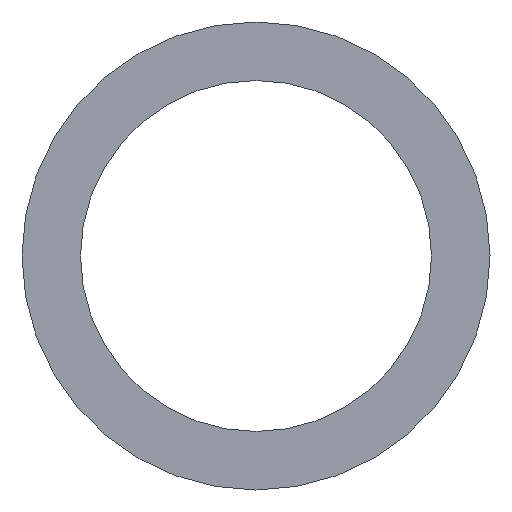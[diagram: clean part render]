
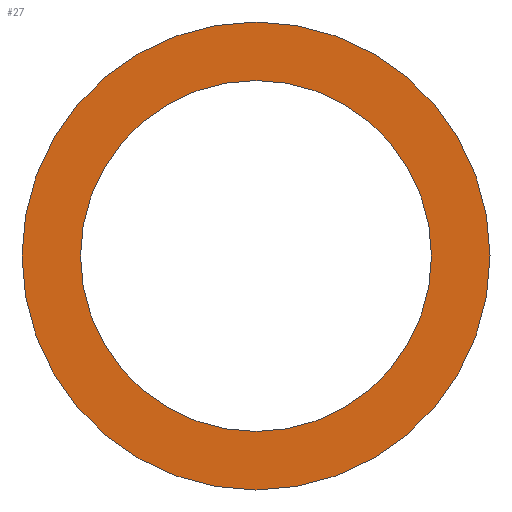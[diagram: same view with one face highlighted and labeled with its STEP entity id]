
A CAD part, front view. The second image highlights one B-rep face of the part: STEP entity #27.
In plain terms, the highlighted planar face has unit normal (0, -1, 0).
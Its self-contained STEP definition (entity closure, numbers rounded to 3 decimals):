
#20=FACE_BOUND('',#40,.F.);
#22=PLANE('',#156);
#27=ADVANCED_FACE('',(#20,#33),#22,.T.);
#33=FACE_OUTER_BOUND('',#41,.F.);
#40=EDGE_LOOP('',(#59,#60));
#41=EDGE_LOOP('',(#61,#62));
#59=ORIENTED_EDGE('',*,*,#96,.T.);
#60=ORIENTED_EDGE('',*,*,#88,.T.);
#61=ORIENTED_EDGE('',*,*,#97,.F.);
#62=ORIENTED_EDGE('',*,*,#89,.F.);
#88=EDGE_CURVE('',#112,#111,#100,.T.);
#89=EDGE_CURVE('',#110,#109,#101,.T.);
#96=EDGE_CURVE('',#111,#112,#104,.T.);
#97=EDGE_CURVE('',#109,#110,#105,.T.);
#100=CIRCLE('',#145,6.);
#101=CIRCLE('',#146,8.);
#104=CIRCLE('',#149,6.);
#105=CIRCLE('',#150,8.);
#109=VERTEX_POINT('',#204);
#110=VERTEX_POINT('',#205);
#111=VERTEX_POINT('',#206);
#112=VERTEX_POINT('',#207);
#145=AXIS2_PLACEMENT_3D('',#211,#166,#167);
#146=AXIS2_PLACEMENT_3D('',#212,#168,#169);
#149=AXIS2_PLACEMENT_3D('',#219,#178,#179);
#150=AXIS2_PLACEMENT_3D('',#220,#180,#181);
#156=AXIS2_PLACEMENT_3D('',#226,#192,#193);
#166=DIRECTION('',(0.,-1.,0.));
#167=DIRECTION('',(0.174,0.,-0.985));
#168=DIRECTION('',(0.,-1.,0.));
#169=DIRECTION('',(0.174,0.,-0.985));
#178=DIRECTION('',(0.,-1.,0.));
#179=DIRECTION('',(-0.174,0.,0.985));
#180=DIRECTION('',(0.,-1.,0.));
#181=DIRECTION('',(-0.174,0.,0.985));
#192=DIRECTION('',(0.,-1.,0.));
#193=DIRECTION('',(0.985,0.,0.174));
#204=CARTESIAN_POINT('',(-19.569,-77.2,105.059));
#205=CARTESIAN_POINT('',(-16.791,-77.2,89.302));
#206=CARTESIAN_POINT('',(-19.222,-77.2,103.089));
#207=CARTESIAN_POINT('',(-17.138,-77.2,91.271));
#211=CARTESIAN_POINT('',(-18.18,-77.2,97.18));
#212=CARTESIAN_POINT('',(-18.18,-77.2,97.18));
#219=CARTESIAN_POINT('',(-18.18,-77.2,97.18));
#220=CARTESIAN_POINT('',(-18.18,-77.2,97.18));
#226=CARTESIAN_POINT('',(-24.799,-77.2,87.727));
